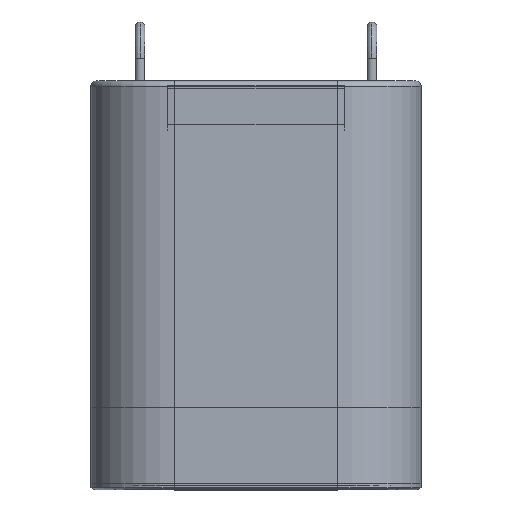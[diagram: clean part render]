
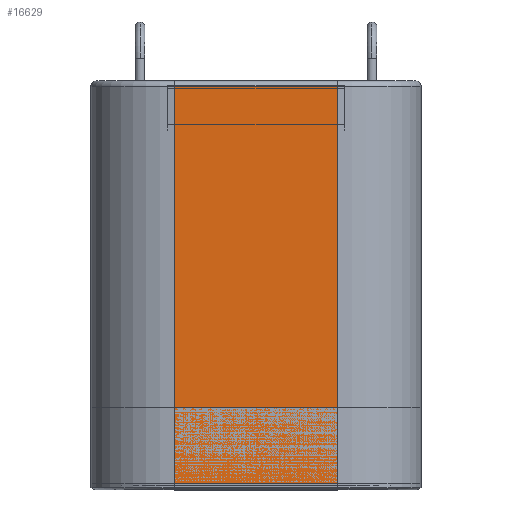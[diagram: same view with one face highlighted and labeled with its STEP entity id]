
A CAD part, top view. The second image highlights one B-rep face of the part: STEP entity #16629.
In plain terms, the highlighted planar face has unit normal (0, 0, 1).
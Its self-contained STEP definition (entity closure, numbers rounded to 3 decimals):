
#221 = ORIENTED_EDGE ( 'NONE', *, *, #25638, .T. ) ;
#2309 = DIRECTION ( 'NONE',  ( 0., 0., -1. ) ) ;
#4436 = DIRECTION ( 'NONE',  ( -1., 0., 0. ) ) ;
#4806 = DIRECTION ( 'NONE',  ( 0., 1., 0. ) ) ;
#5293 = LINE ( 'NONE', #24247, #8065 ) ;
#5523 = EDGE_CURVE ( 'NONE', #7332, #12888, #12197, .T. ) ;
#5695 = VECTOR ( 'NONE', #36075, 1000. ) ;
#6290 = CARTESIAN_POINT ( 'NONE',  ( -4.15, -19.951, 4.25 ) ) ;
#7332 = VERTEX_POINT ( 'NONE', #25799 ) ;
#7810 = VERTEX_POINT ( 'NONE', #16304 ) ;
#8065 = VECTOR ( 'NONE', #35876, 1000. ) ;
#8100 = PLANE ( 'NONE',  #29493 ) ;
#8334 = ORIENTED_EDGE ( 'NONE', *, *, #14807, .T. ) ;
#11323 = CARTESIAN_POINT ( 'NONE',  ( -4.15, 0.249, 4.25 ) ) ;
#11498 = ORIENTED_EDGE ( 'NONE', *, *, #32497, .F. ) ;
#12197 = LINE ( 'NONE', #19260, #20106 ) ;
#12888 = VERTEX_POINT ( 'NONE', #11323 ) ;
#14341 = VERTEX_POINT ( 'NONE', #6290 ) ;
#14807 = EDGE_CURVE ( 'NONE', #14341, #7810, #21529, .T. ) ;
#16304 = CARTESIAN_POINT ( 'NONE',  ( 4.15, -19.951, 4.25 ) ) ;
#16608 = CARTESIAN_POINT ( 'NONE',  ( 4.15, 0.449, 4.25 ) ) ;
#16629 = ADVANCED_FACE ( 'NONE', ( #26827 ), #8100, .F. ) ;
#19260 = CARTESIAN_POINT ( 'NONE',  ( -4.15, 0.249, 4.25 ) ) ;
#20095 = CARTESIAN_POINT ( 'NONE',  ( -4.15, 0.449, 4.25 ) ) ;
#20106 = VECTOR ( 'NONE', #4436, 1000. ) ;
#21529 = LINE ( 'NONE', #30082, #5695 ) ;
#23077 = DIRECTION ( 'NONE',  ( 0., 1., 0. ) ) ;
#24247 = CARTESIAN_POINT ( 'NONE',  ( -4.15, 0.449, 4.25 ) ) ;
#25638 = EDGE_CURVE ( 'NONE', #7810, #7332, #33860, .T. ) ;
#25799 = CARTESIAN_POINT ( 'NONE',  ( 4.15, 0.249, 4.25 ) ) ;
#25911 = VECTOR ( 'NONE', #4806, 1000. ) ;
#26827 = FACE_OUTER_BOUND ( 'NONE', #27172, .T. ) ;
#27172 = EDGE_LOOP ( 'NONE', ( #221, #33080, #11498, #8334 ) ) ;
#29493 = AXIS2_PLACEMENT_3D ( 'NONE', #20095, #2309, #23077 ) ;
#30082 = CARTESIAN_POINT ( 'NONE',  ( 4.15, -19.951, 4.25 ) ) ;
#32497 = EDGE_CURVE ( 'NONE', #14341, #12888, #5293, .T. ) ;
#33080 = ORIENTED_EDGE ( 'NONE', *, *, #5523, .T. ) ;
#33860 = LINE ( 'NONE', #16608, #25911 ) ;
#35876 = DIRECTION ( 'NONE',  ( 0., 1., 0. ) ) ;
#36075 = DIRECTION ( 'NONE',  ( 1., 0., 0. ) ) ;
